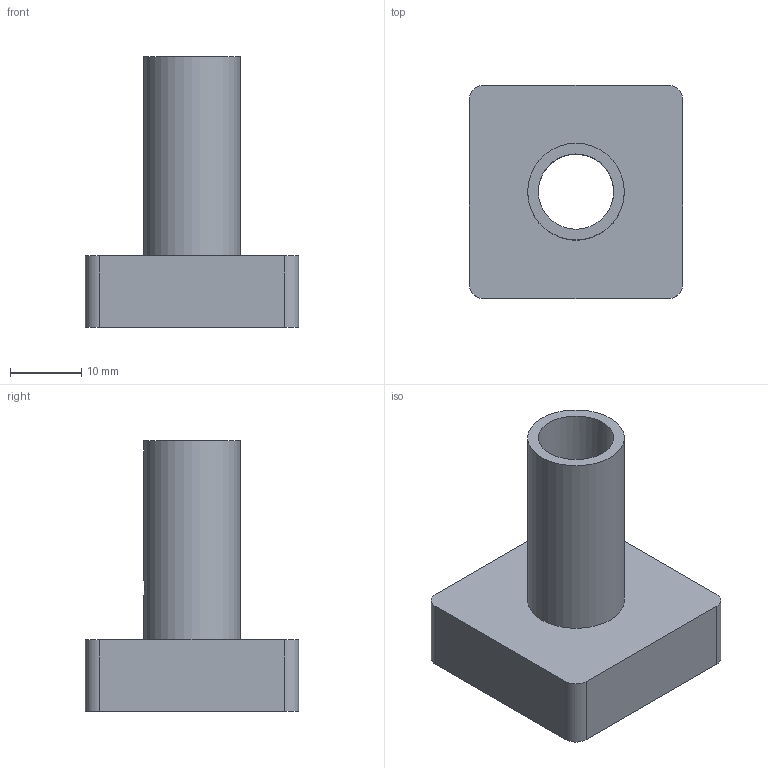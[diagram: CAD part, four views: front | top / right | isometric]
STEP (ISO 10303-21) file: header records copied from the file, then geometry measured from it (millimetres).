
FILE_DESCRIPTION(/* description */ (''),/* implementation_level */ '2;1');
FILE_NAME(/* name */ 'laserMount.step',/* time_stamp */ '2020-09-09T21:59:05-04:00',/* author */ (''),/* organization */ (''),/* preprocessor_version */ 'ST-DEVELOPER v18.1',/* originating_system */ 'Autodesk Translation Framework v9.3.0.1241',/* authorisation */ '');
FILE_SCHEMA (('AUTOMOTIVE_DESIGN { 1 0 10303 214 3 1 1 }'));
Length unit declared in the file: millimetre
Products named in the file (1): laserMount
Bounding box: 30 x 30 x 38 mm (x, y, z)
Volume: 9078.1 mm3; surface area: 5291.7 mm2
Topology: 1 solids, 1 shells, 22 faces, 59 edges, 39 vertices
Faces by surface type: cylinder 11, plane 11
Full cylindrical faces by diameter (mm): 2.529 x1, 10.6 x1, 13.6 x1
Entity records: 827 total; most frequent: CARTESIAN_POINT 216, DIRECTION 120, ORIENTED_EDGE 118, EDGE_CURVE 59, AXIS2_PLACEMENT_3D 44, VERTEX_POINT 39, LINE 32, VECTOR 32
